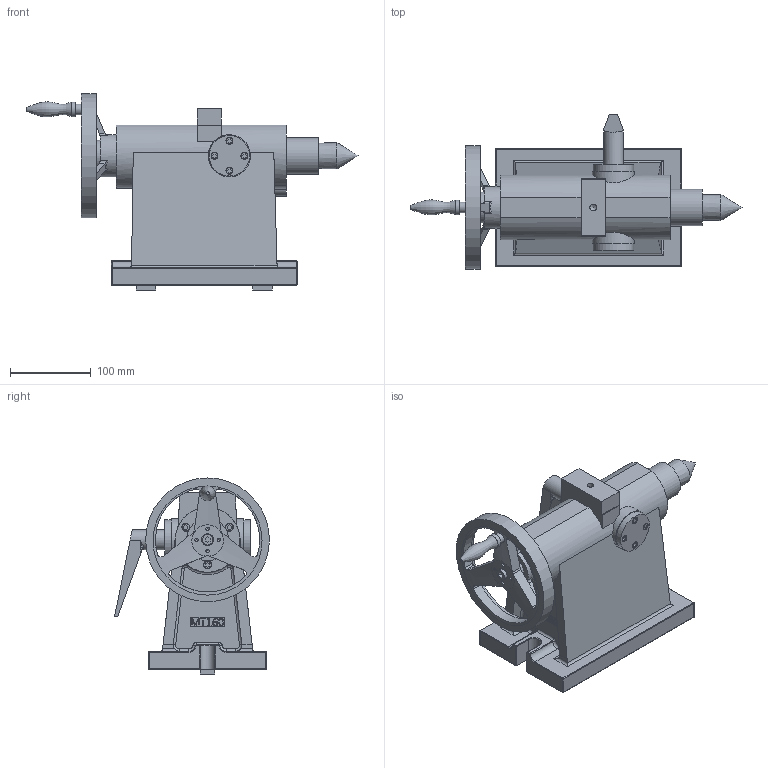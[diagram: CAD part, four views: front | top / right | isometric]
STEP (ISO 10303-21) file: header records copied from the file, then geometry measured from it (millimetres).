
FILE_DESCRIPTION(/* description */ ('Unknown'),/* implementation_level */ '2;1');
FILE_NAME(/* name */ 'MT-160 尾座',/* time_stamp */ '2025-06-24T11:14:58+08:00',/* author */ ('Unknown'),/* organization */ ('Unknown'),/* preprocessor_version */ 'ST-DEVELOPER v19.4',/* originating_system */ 'Solid Edge',/* authorisation */ 'Unknown');
FILE_SCHEMA (('AUTOMOTIVE_DESIGN {1 0 10303 214 3 1 1}'));
Length unit declared in the file: millimetre
Products named in the file (1): MT-160 尾
Bounding box: 410.5 x 191.5 x 242.5 mm (x, y, z)
Volume: 2700514.5 mm3; surface area: 316790.1 mm2
Topology: 1 solids, 1 shells, 505 faces, 1277 edges, 799 vertices
Faces by surface type: plane 269, cylinder 151, torus 30, bspline 25, sphere 16, cone 14
Full cylindrical faces by diameter (mm): 4.134 x4, 6.647 x5, 7.807 x8, 8.376 x1, 8.5 x8, 9.076 x3, 10 x5, 11 x2, 13 x2, 14.732 x1, 18 x1, 24.5 x1, 38 x1, 44.995 x1, 50 x2, 52 x3, 132.75 x1, 153 x1
Entity records: 16310 total; most frequent: CARTESIAN_POINT 4893, ORIENTED_EDGE 2286, DIRECTION 2273, EDGE_CURVE 1143, AXIS2_PLACEMENT_3D 805, VERTEX_POINT 772, LINE 663, VECTOR 663
